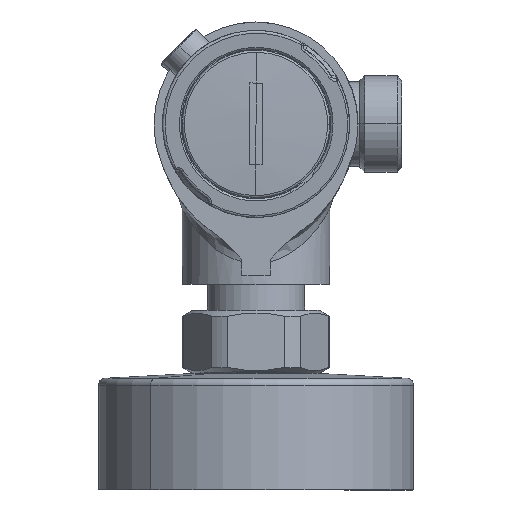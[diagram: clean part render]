
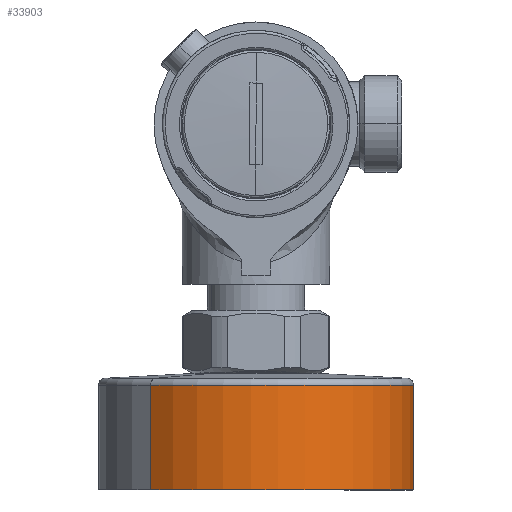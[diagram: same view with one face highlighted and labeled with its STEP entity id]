
A CAD part, left-side view. The second image highlights one B-rep face of the part: STEP entity #33903.
In plain terms, the highlighted cylindrical face has radius 33.75 mm (diameter 67.5 mm), a partial arc.
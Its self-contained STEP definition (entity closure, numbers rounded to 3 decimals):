
#290 = CARTESIAN_POINT ( 'NONE',  ( -9.617, 22.543, -55.889 ) ) ;
#789 = EDGE_LOOP ( 'NONE', ( #41103, #27455, #11527, #30000 ) ) ;
#1768 = VECTOR ( 'NONE', #40710, 1000. ) ;
#1815 = DIRECTION ( 'NONE',  ( 0., 0., 1. ) ) ;
#7357 = AXIS2_PLACEMENT_3D ( 'NONE', #10029, #41571, #23556 ) ;
#7452 = VERTEX_POINT ( 'NONE', #12351 ) ;
#7988 = EDGE_CURVE ( 'NONE', #7452, #15573, #26784, .T. ) ;
#9186 = DIRECTION ( 'NONE',  ( 0., 0., 1. ) ) ;
#9480 = VECTOR ( 'NONE', #9186, 1000. ) ;
#9580 = VERTEX_POINT ( 'NONE', #27535 ) ;
#10029 = CARTESIAN_POINT ( 'NONE',  ( 15.5, 0., -55.889 ) ) ;
#10717 = VERTEX_POINT ( 'NONE', #20638 ) ;
#11527 = ORIENTED_EDGE ( 'NONE', *, *, #29921, .T. ) ;
#12351 = CARTESIAN_POINT ( 'NONE',  ( -9.617, 22.543, -78.27 ) ) ;
#15178 = DIRECTION ( 'NONE',  ( 0.744, -0.668, 0. ) ) ;
#15573 = VERTEX_POINT ( 'NONE', #290 ) ;
#16029 = EDGE_CURVE ( 'NONE', #7452, #10717, #20748, .T. ) ;
#16234 = CARTESIAN_POINT ( 'NONE',  ( -9.617, 22.543, -50.79 ) ) ;
#18620 = CARTESIAN_POINT ( 'NONE',  ( 15.5, 0., -78.27 ) ) ;
#19545 = AXIS2_PLACEMENT_3D ( 'NONE', #22412, #1815, #29270 ) ;
#20638 = CARTESIAN_POINT ( 'NONE',  ( 40.617, -22.543, -78.27 ) ) ;
#20748 = CIRCLE ( 'NONE', #41175, 33.75 ) ;
#22412 = CARTESIAN_POINT ( 'NONE',  ( 15.5, 0., -50.79 ) ) ;
#22929 = CARTESIAN_POINT ( 'NONE',  ( 40.617, -22.543, -50.79 ) ) ;
#23556 = DIRECTION ( 'NONE',  ( 0.744, -0.668, 0. ) ) ;
#25376 = FACE_OUTER_BOUND ( 'NONE', #789, .T. ) ;
#25486 = DIRECTION ( 'NONE',  ( 0., 0., 1. ) ) ;
#26784 = LINE ( 'NONE', #16234, #1768 ) ;
#27455 = ORIENTED_EDGE ( 'NONE', *, *, #16029, .T. ) ;
#27535 = CARTESIAN_POINT ( 'NONE',  ( 40.617, -22.543, -55.889 ) ) ;
#28794 = EDGE_CURVE ( 'NONE', #15573, #9580, #33621, .T. ) ;
#29270 = DIRECTION ( 'NONE',  ( 0.744, -0.668, 0. ) ) ;
#29783 = LINE ( 'NONE', #22929, #9480 ) ;
#29921 = EDGE_CURVE ( 'NONE', #10717, #9580, #29783, .T. ) ;
#30000 = ORIENTED_EDGE ( 'NONE', *, *, #28794, .F. ) ;
#32932 = CYLINDRICAL_SURFACE ( 'NONE', #19545, 33.75 ) ;
#33621 = CIRCLE ( 'NONE', #7357, 33.75 ) ;
#33903 = ADVANCED_FACE ( 'NONE', ( #25376 ), #32932, .T. ) ;
#40710 = DIRECTION ( 'NONE',  ( 0., 0., 1. ) ) ;
#41103 = ORIENTED_EDGE ( 'NONE', *, *, #7988, .F. ) ;
#41175 = AXIS2_PLACEMENT_3D ( 'NONE', #18620, #25486, #15178 ) ;
#41571 = DIRECTION ( 'NONE',  ( 0., 0., 1. ) ) ;
